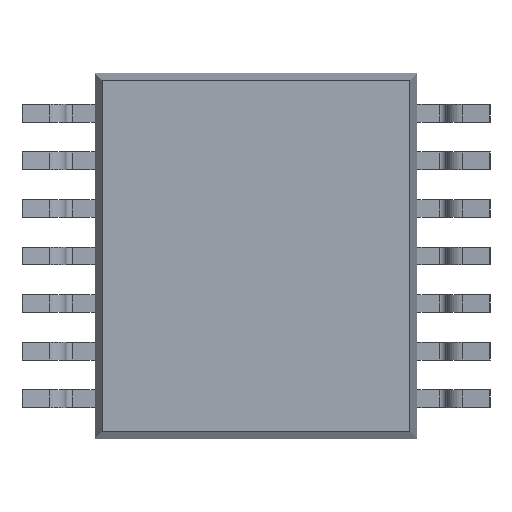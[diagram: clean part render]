
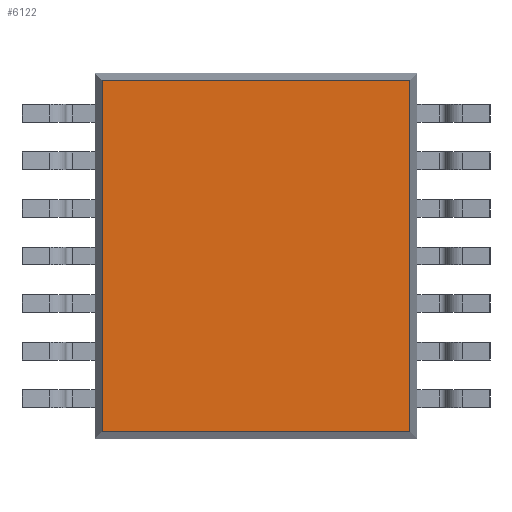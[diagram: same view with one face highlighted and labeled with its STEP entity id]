
A CAD part, front view. The second image highlights one B-rep face of the part: STEP entity #6122.
In plain terms, the highlighted planar face has unit normal (0, -1, 0).
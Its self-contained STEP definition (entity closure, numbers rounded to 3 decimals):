
#69 = CARTESIAN_POINT ( 'NONE',  ( -2.104, 0.15, 2.404 ) ) ;
#283 = DIRECTION ( 'NONE',  ( 0., -1., 0. ) ) ;
#361 = EDGE_CURVE ( 'NONE', #3500, #5918, #1642, .T. ) ;
#634 = CARTESIAN_POINT ( 'NONE',  ( -2.2, 0.15, -2.404 ) ) ;
#655 = DIRECTION ( 'NONE',  ( 1., 0., 0. ) ) ;
#1162 = VERTEX_POINT ( 'NONE', #5021 ) ;
#1232 = CARTESIAN_POINT ( 'NONE',  ( 0., 0.15, 0. ) ) ;
#1417 = DIRECTION ( 'NONE',  ( -1., 0., 0. ) ) ;
#1499 = VECTOR ( 'NONE', #655, 1000. ) ;
#1579 = ORIENTED_EDGE ( 'NONE', *, *, #361, .T. ) ;
#1635 = CARTESIAN_POINT ( 'NONE',  ( 2.104, 0.15, -2.5 ) ) ;
#1642 = LINE ( 'NONE', #4629, #2509 ) ;
#1754 = DIRECTION ( 'NONE',  ( 0., 0., -1. ) ) ;
#2274 = VECTOR ( 'NONE', #4267, 1000. ) ;
#2291 = PLANE ( 'NONE',  #5547 ) ;
#2355 = CARTESIAN_POINT ( 'NONE',  ( -2.104, 0.15, 2.5 ) ) ;
#2388 = VECTOR ( 'NONE', #2413, 1000. ) ;
#2413 = DIRECTION ( 'NONE',  ( 0., 0., -1. ) ) ;
#2509 = VECTOR ( 'NONE', #1417, 1000. ) ;
#2646 = EDGE_CURVE ( 'NONE', #5918, #6140, #3203, .T. ) ;
#2847 = LINE ( 'NONE', #634, #1499 ) ;
#3055 = ORIENTED_EDGE ( 'NONE', *, *, #2646, .T. ) ;
#3203 = LINE ( 'NONE', #2355, #2388 ) ;
#3500 = VERTEX_POINT ( 'NONE', #4432 ) ;
#3598 = ORIENTED_EDGE ( 'NONE', *, *, #4894, .T. ) ;
#3679 = LINE ( 'NONE', #1635, #2274 ) ;
#4267 = DIRECTION ( 'NONE',  ( 0., 0., 1. ) ) ;
#4432 = CARTESIAN_POINT ( 'NONE',  ( 2.104, 0.15, 2.404 ) ) ;
#4629 = CARTESIAN_POINT ( 'NONE',  ( 2.2, 0.15, 2.404 ) ) ;
#4894 = EDGE_CURVE ( 'NONE', #6140, #1162, #2847, .T. ) ;
#4909 = EDGE_LOOP ( 'NONE', ( #3055, #3598, #5046, #1579 ) ) ;
#5021 = CARTESIAN_POINT ( 'NONE',  ( 2.104, 0.15, -2.404 ) ) ;
#5046 = ORIENTED_EDGE ( 'NONE', *, *, #6019, .T. ) ;
#5495 = FACE_OUTER_BOUND ( 'NONE', #4909, .T. ) ;
#5547 = AXIS2_PLACEMENT_3D ( 'NONE', #1232, #283, #1754 ) ;
#5918 = VERTEX_POINT ( 'NONE', #69 ) ;
#5937 = CARTESIAN_POINT ( 'NONE',  ( -2.104, 0.15, -2.404 ) ) ;
#6019 = EDGE_CURVE ( 'NONE', #1162, #3500, #3679, .T. ) ;
#6122 = ADVANCED_FACE ( 'NONE', ( #5495 ), #2291, .T. ) ;
#6140 = VERTEX_POINT ( 'NONE', #5937 ) ;
